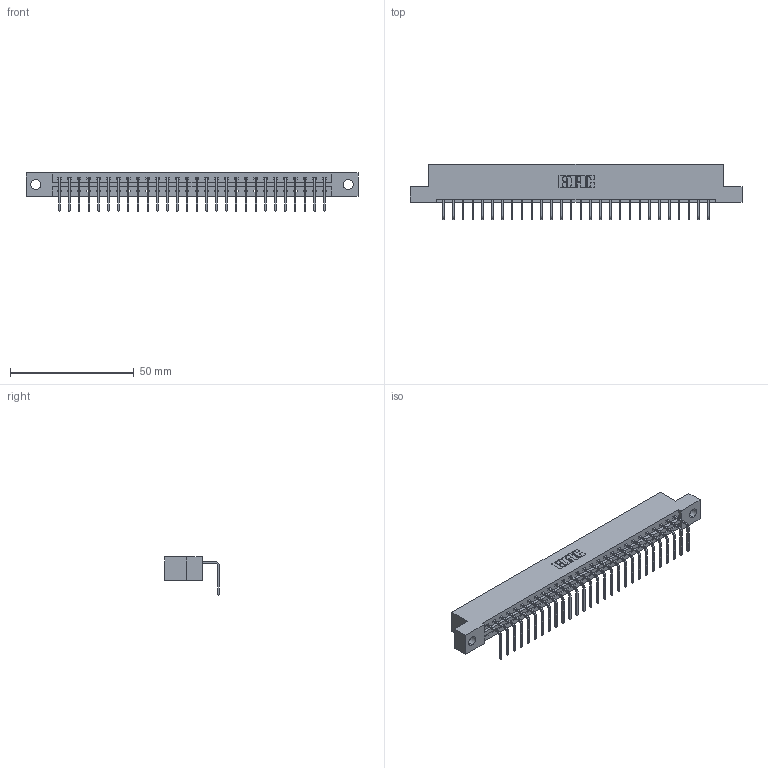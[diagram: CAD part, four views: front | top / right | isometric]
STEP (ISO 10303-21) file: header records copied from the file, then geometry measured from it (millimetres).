
FILE_DESCRIPTION (( 'STEP AP203' ), '1' );
FILE_NAME ('387-028-558-104.STEP', '2018-09-16T23:32:50', ( '' ), ( '' ), 'SwSTEP 2.0', 'SolidWorks 2016', '' );
FILE_SCHEMA (( 'CONFIG_CONTROL_DESIGN' ));
Length unit declared in the file: inch
Products named in the file (3): 337 Part_Flush Mounting Lugs - 0.156 Dia-TH; 345-292-001_558 Tail - 2; 387-028-558-104
Assembly tree (29 placements, depth 2):
  387-028-558-104
    337 Part_Flush Mounting Lugs - 0.156 Dia-TH
    345-292-001_558 Tail - 2  x28
Bounding box: 133.96 x 22.17 x 15.37 mm (x, y, z)
Volume: 13753.1 mm3; surface area: 14502.5 mm2
Topology: 29 solids, 29 shells, 1906 faces, 5743 edges, 3790 vertices
Faces by surface type: plane 1414, cylinder 492
Entity records: 22711 total; most frequent: CARTESIAN_POINT 3962, ORIENTED_EDGE 3926, DIRECTION 3363, EDGE_CURVE 1963, VECTOR 1835, LINE 1835, VERTEX_POINT 1306, AXIS2_PLACEMENT_3D 764
